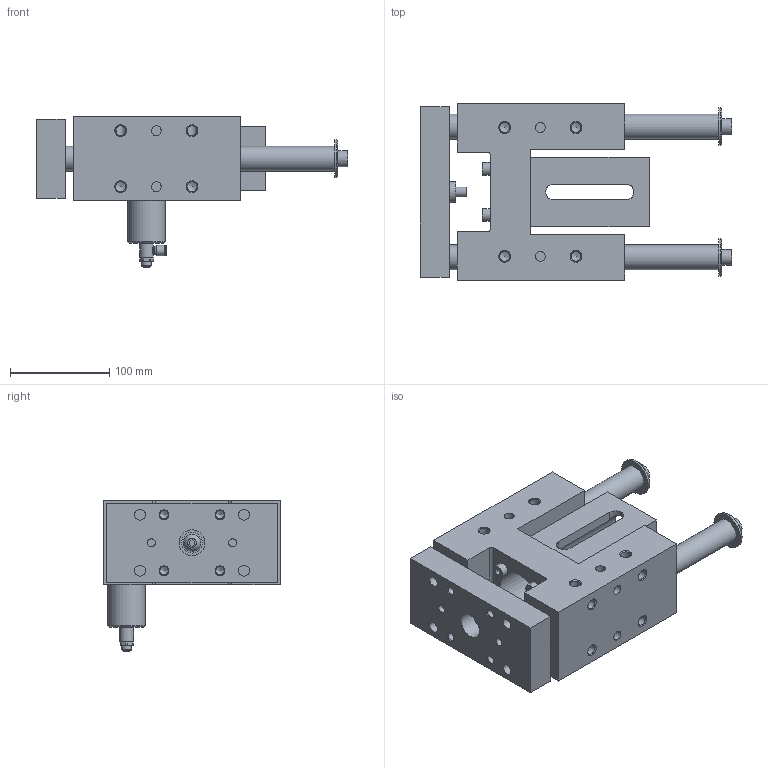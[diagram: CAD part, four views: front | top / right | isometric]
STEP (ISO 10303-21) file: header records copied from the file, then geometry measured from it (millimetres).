
FILE_DESCRIPTION( ( 'STEP AP214' ), '1' );
FILE_NAME( '326R1296.step', '2007-06-11T07:41:14', ( ' ' ), ( ' ' ), 'XStep 1.0', ' ', ' ' );
FILE_SCHEMA( ( 'automotive_design' ) );
Length unit declared in the file: metre
Products named in the file (2): 1; 2
Bounding box: 314 x 178 x 152.16 mm (x, y, z)
Volume: 2346659.9 mm3; surface area: 330591 mm2
Topology: 2 solids, 12 shells, 490 faces, 1187 edges, 779 vertices
Faces by surface type: plane 230, cylinder 179, cone 73, sphere 4, torus 4
Full cylindrical faces by diameter (mm): 3.5 x1, 4.5 x1, 4.918 x14, 6 x7, 6.5 x3, 6.647 x6, 7.2 x1, 8 x9, 8.376 x8, 8.5 x3, 9.9 x1, 10 x12, 10.106 x20, 10.5 x1, 11 x7, 12.2 x8, 13 x4, 14 x1, 16 x2, 18 x4, 21 x2, 25 x5, 26 x1, 38 x3, 55 x1
Entity records: 17509 total; most frequent: CARTESIAN_POINT 3209, DIRECTION 2220, ORIENTED_EDGE 1770, AXIS2_PLACEMENT_3D 917, EDGE_CURVE 885, EDGE_LOOP 775, VERTEX_POINT 688, FACE_OUTER_BOUND 620
